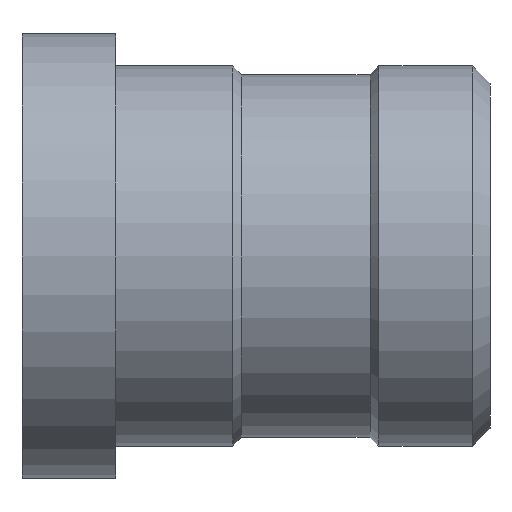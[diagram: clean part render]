
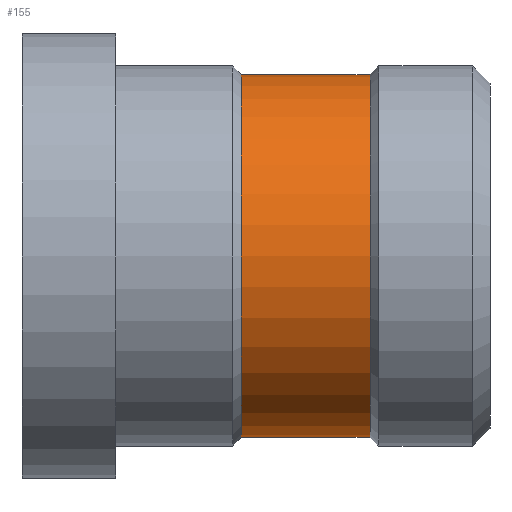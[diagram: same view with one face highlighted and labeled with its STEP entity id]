
A CAD part, left-side view. The second image highlights one B-rep face of the part: STEP entity #155.
In plain terms, the highlighted cylindrical face has radius 31 mm (diameter 62 mm), a partial arc.
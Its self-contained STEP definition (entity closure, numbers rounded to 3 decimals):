
#28 = CARTESIAN_POINT ( 'NONE',  ( 0., 42.5, 31. ) ) ;
#35 = VERTEX_POINT ( 'NONE', #658 ) ;
#39 = VECTOR ( 'NONE', #169, 1000. ) ;
#63 = CARTESIAN_POINT ( 'NONE',  ( 0., 20.5, -31. ) ) ;
#85 = CARTESIAN_POINT ( 'NONE',  ( 0., 42.5, 0. ) ) ;
#90 = ORIENTED_EDGE ( 'NONE', *, *, #642, .T. ) ;
#110 = DIRECTION ( 'NONE',  ( 0., -1., 0. ) ) ;
#121 = CARTESIAN_POINT ( 'NONE',  ( 0., 0., -31. ) ) ;
#135 = AXIS2_PLACEMENT_3D ( 'NONE', #85, #197, #577 ) ;
#155 = ADVANCED_FACE ( 'NONE', ( #449 ), #622, .T. ) ;
#169 = DIRECTION ( 'NONE',  ( 0., -1., 0. ) ) ;
#197 = DIRECTION ( 'NONE',  ( 0., -1., 0. ) ) ;
#201 = EDGE_CURVE ( 'NONE', #548, #489, #210, .T. ) ;
#210 = CIRCLE ( 'NONE', #673, 31. ) ;
#266 = LINE ( 'NONE', #436, #404 ) ;
#320 = ORIENTED_EDGE ( 'NONE', *, *, #430, .T. ) ;
#351 = DIRECTION ( 'NONE',  ( 0., -1., 0. ) ) ;
#387 = DIRECTION ( 'NONE',  ( 0., -1., 0. ) ) ;
#404 = VECTOR ( 'NONE', #387, 1000. ) ;
#424 = CARTESIAN_POINT ( 'NONE',  ( 0., 20.5, 31. ) ) ;
#430 = EDGE_CURVE ( 'NONE', #35, #489, #624, .T. ) ;
#433 = EDGE_LOOP ( 'NONE', ( #517, #90, #320, #600 ) ) ;
#436 = CARTESIAN_POINT ( 'NONE',  ( 0., 0., 31. ) ) ;
#449 = FACE_OUTER_BOUND ( 'NONE', #433, .T. ) ;
#454 = DIRECTION ( 'NONE',  ( 0., 0., -1. ) ) ;
#489 = VERTEX_POINT ( 'NONE', #63 ) ;
#517 = ORIENTED_EDGE ( 'NONE', *, *, #696, .F. ) ;
#548 = VERTEX_POINT ( 'NONE', #424 ) ;
#554 = CARTESIAN_POINT ( 'NONE',  ( 0., 0., 0. ) ) ;
#577 = DIRECTION ( 'NONE',  ( 0., 0., -1. ) ) ;
#600 = ORIENTED_EDGE ( 'NONE', *, *, #201, .F. ) ;
#604 = VERTEX_POINT ( 'NONE', #28 ) ;
#612 = DIRECTION ( 'NONE',  ( 0., 0., -1. ) ) ;
#616 = CARTESIAN_POINT ( 'NONE',  ( 0., 20.5, 0. ) ) ;
#622 = CYLINDRICAL_SURFACE ( 'NONE', #699, 31. ) ;
#624 = LINE ( 'NONE', #121, #39 ) ;
#642 = EDGE_CURVE ( 'NONE', #604, #35, #707, .T. ) ;
#658 = CARTESIAN_POINT ( 'NONE',  ( 0., 42.5, -31. ) ) ;
#673 = AXIS2_PLACEMENT_3D ( 'NONE', #616, #351, #454 ) ;
#696 = EDGE_CURVE ( 'NONE', #604, #548, #266, .T. ) ;
#699 = AXIS2_PLACEMENT_3D ( 'NONE', #554, #110, #612 ) ;
#707 = CIRCLE ( 'NONE', #135, 31. ) ;
